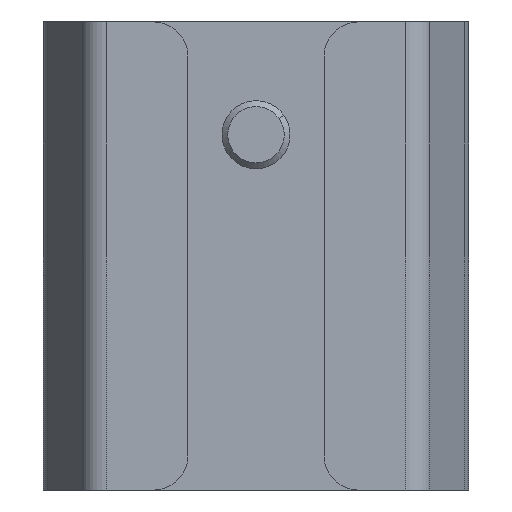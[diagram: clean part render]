
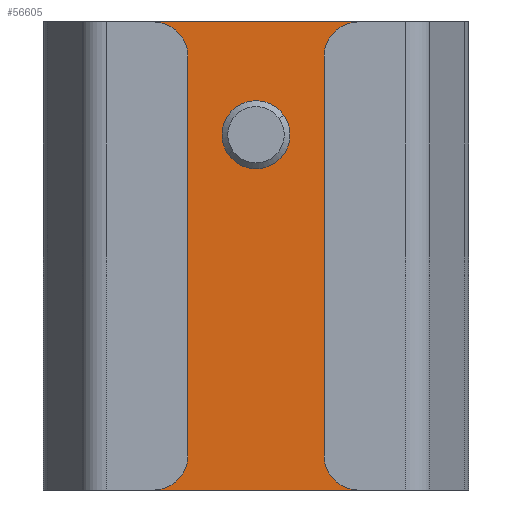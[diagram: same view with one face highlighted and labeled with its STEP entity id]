
A CAD part, front view. The second image highlights one B-rep face of the part: STEP entity #56605.
In plain terms, the highlighted planar face has unit normal (0, -1, 0).
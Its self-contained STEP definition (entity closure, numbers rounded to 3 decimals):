
#880 = FACE_BOUND ( 'NONE', #70408, .T. ) ;
#4858 = VECTOR ( 'NONE', #63576, 1000. ) ;
#6352 = VECTOR ( 'NONE', #65464, 1000. ) ;
#7610 = VECTOR ( 'NONE', #43650, 1000. ) ;
#8128 = LINE ( 'NONE', #20135, #6352 ) ;
#8700 = EDGE_CURVE ( 'NONE', #15239, #33593, #8128, .T. ) ;
#10304 = LINE ( 'NONE', #10709, #7610 ) ;
#10427 = CIRCLE ( 'NONE', #54820, 3.4 ) ;
#10709 = CARTESIAN_POINT ( 'NONE',  ( -0.356, 62.402, 97.572 ) ) ;
#11644 = DIRECTION ( 'NONE',  ( 1., 0., 0. ) ) ;
#12830 = CARTESIAN_POINT ( 'NONE',  ( -0.356, 62.402, 84.322 ) ) ;
#15239 = VERTEX_POINT ( 'NONE', #71901 ) ;
#15601 = CARTESIAN_POINT ( 'NONE',  ( 17.644, 62.402, 97.572 ) ) ;
#17164 = EDGE_CURVE ( 'NONE', #15239, #30962, #10304, .T. ) ;
#17271 = ORIENTED_EDGE ( 'NONE', *, *, #39852, .T. ) ;
#17285 = LINE ( 'NONE', #24169, #4858 ) ;
#18006 = ORIENTED_EDGE ( 'NONE', *, *, #21296, .T. ) ;
#19963 = DIRECTION ( 'NONE',  ( 0., 1., 0. ) ) ;
#20053 = VERTEX_POINT ( 'NONE', #49804 ) ;
#20135 = CARTESIAN_POINT ( 'NONE',  ( -18.356, 62.402, 42.572 ) ) ;
#21296 = EDGE_CURVE ( 'NONE', #57195, #30962, #17285, .T. ) ;
#24169 = CARTESIAN_POINT ( 'NONE',  ( 17.644, 62.402, 97.572 ) ) ;
#24284 = DIRECTION ( 'NONE',  ( 0., 1., 0. ) ) ;
#28127 = ORIENTED_EDGE ( 'NONE', *, *, #68910, .T. ) ;
#30962 = VERTEX_POINT ( 'NONE', #15601 ) ;
#33593 = VERTEX_POINT ( 'NONE', #60718 ) ;
#34532 = FACE_OUTER_BOUND ( 'NONE', #65508, .T. ) ;
#35168 = DIRECTION ( 'NONE',  ( -1., 0., 0. ) ) ;
#38511 = ORIENTED_EDGE ( 'NONE', *, *, #17164, .F. ) ;
#39128 = CARTESIAN_POINT ( 'NONE',  ( -0.356, 62.402, 42.572 ) ) ;
#39852 = EDGE_CURVE ( 'NONE', #33593, #57195, #56086, .T. ) ;
#41387 = CARTESIAN_POINT ( 'NONE',  ( -0.356, 62.402, 84.322 ) ) ;
#43650 = DIRECTION ( 'NONE',  ( 1., 0., 0. ) ) ;
#44181 = ORIENTED_EDGE ( 'NONE', *, *, #73568, .T. ) ;
#45005 = AXIS2_PLACEMENT_3D ( 'NONE', #47690, #19963, #64568 ) ;
#47018 = DIRECTION ( 'NONE',  ( 0., 1., 0. ) ) ;
#47690 = CARTESIAN_POINT ( 'NONE',  ( -0.356, 62.402, 97.572 ) ) ;
#49804 = CARTESIAN_POINT ( 'NONE',  ( -3.756, 62.402, 84.322 ) ) ;
#50674 = AXIS2_PLACEMENT_3D ( 'NONE', #12830, #47018, #63130 ) ;
#51603 = ORIENTED_EDGE ( 'NONE', *, *, #8700, .T. ) ;
#54820 = AXIS2_PLACEMENT_3D ( 'NONE', #41387, #24284, #35168 ) ;
#56086 = LINE ( 'NONE', #39128, #71186 ) ;
#56287 = CIRCLE ( 'NONE', #50674, 3.4 ) ;
#56605 = ADVANCED_FACE ( 'NONE', ( #880, #34532 ), #65293, .F. ) ;
#57195 = VERTEX_POINT ( 'NONE', #65451 ) ;
#60718 = CARTESIAN_POINT ( 'NONE',  ( -18.356, 62.402, 42.572 ) ) ;
#62239 = CARTESIAN_POINT ( 'NONE',  ( 3.044, 62.402, 84.322 ) ) ;
#63130 = DIRECTION ( 'NONE',  ( -1., 0., 0. ) ) ;
#63576 = DIRECTION ( 'NONE',  ( 0., 0., 1. ) ) ;
#64568 = DIRECTION ( 'NONE',  ( -1., 0., 0. ) ) ;
#65293 = PLANE ( 'NONE',  #45005 ) ;
#65451 = CARTESIAN_POINT ( 'NONE',  ( 17.644, 62.402, 42.572 ) ) ;
#65464 = DIRECTION ( 'NONE',  ( 0., 0., -1. ) ) ;
#65508 = EDGE_LOOP ( 'NONE', ( #17271, #18006, #38511, #51603 ) ) ;
#67117 = VERTEX_POINT ( 'NONE', #62239 ) ;
#68910 = EDGE_CURVE ( 'NONE', #20053, #67117, #10427, .T. ) ;
#70408 = EDGE_LOOP ( 'NONE', ( #28127, #44181 ) ) ;
#71186 = VECTOR ( 'NONE', #11644, 1000. ) ;
#71901 = CARTESIAN_POINT ( 'NONE',  ( -18.356, 62.402, 97.572 ) ) ;
#73568 = EDGE_CURVE ( 'NONE', #67117, #20053, #56287, .T. ) ;
